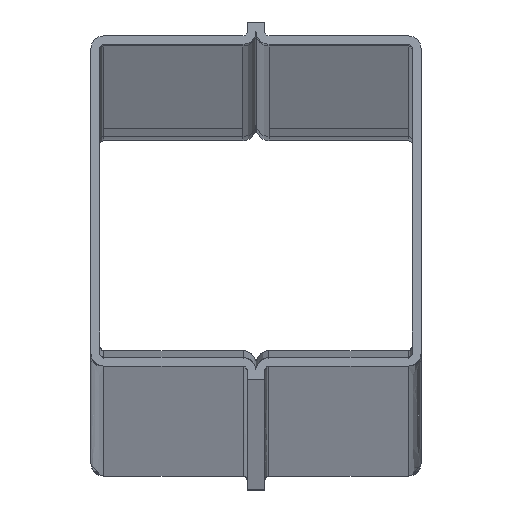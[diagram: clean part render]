
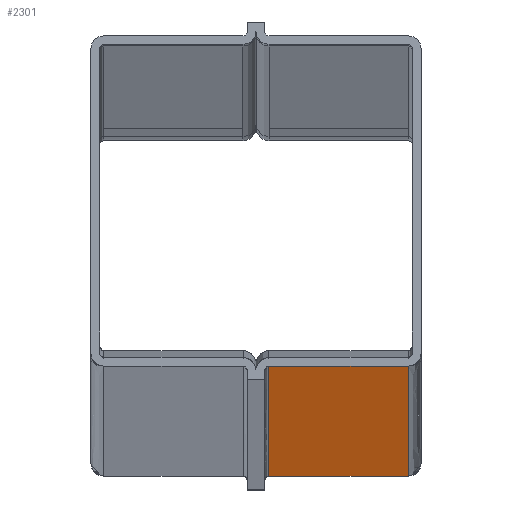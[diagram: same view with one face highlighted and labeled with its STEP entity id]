
A CAD part, left-side view. The second image highlights one B-rep face of the part: STEP entity #2301.
In plain terms, the highlighted planar face has unit normal (-0.023, 0, -1).
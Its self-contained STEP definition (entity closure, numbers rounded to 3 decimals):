
#96=PLANE('',#2508);
#216=LINE('',#3715,#425);
#222=LINE('',#3753,#431);
#223=LINE('',#3756,#432);
#224=LINE('',#3757,#433);
#425=VECTOR('',#2949,10.);
#431=VECTOR('',#2969,10.);
#432=VECTOR('',#2972,10.);
#433=VECTOR('',#2973,10.);
#606=FACE_OUTER_BOUND('',#742,.T.);
#742=EDGE_LOOP('',(#1792,#1793,#1794,#1795));
#1060=VERTEX_POINT('',#3710);
#1061=VERTEX_POINT('',#3714);
#1065=VERTEX_POINT('',#3751);
#1066=VERTEX_POINT('',#3755);
#1325=EDGE_CURVE('',#1061,#1060,#216,.T.);
#1336=EDGE_CURVE('',#1065,#1060,#222,.T.);
#1337=EDGE_CURVE('',#1066,#1065,#223,.T.);
#1338=EDGE_CURVE('',#1066,#1061,#224,.T.);
#1792=ORIENTED_EDGE('',*,*,#1337,.F.);
#1793=ORIENTED_EDGE('',*,*,#1338,.T.);
#1794=ORIENTED_EDGE('',*,*,#1325,.T.);
#1795=ORIENTED_EDGE('',*,*,#1336,.F.);
#2301=ADVANCED_FACE('',(#606),#96,.F.);
#2508=AXIS2_PLACEMENT_3D('',#3754,#2970,#2971);
#2949=DIRECTION('',(0.,-1.,0.));
#2969=DIRECTION('',(1.,0.,-0.023));
#2970=DIRECTION('center_axis',(0.023,0.,
1.));
#2971=DIRECTION('ref_axis',(0.,-1.,0.));
#2972=DIRECTION('',(0.,-1.,0.));
#2973=DIRECTION('',(1.,0.,-0.023));
#3710=CARTESIAN_POINT('',(1113.969,-35.076,-15.395));
#3714=CARTESIAN_POINT('',(1113.969,-2.976,-15.395));
#3715=CARTESIAN_POINT('',(1113.969,-2.976,-15.395));
#3751=CARTESIAN_POINT('',(0.,-35.076,10.));
#3753=CARTESIAN_POINT('',(0.,-35.076,10.));
#3754=CARTESIAN_POINT('Origin',(0.,-2.976,10.));
#3755=CARTESIAN_POINT('',(0.,-2.976,10.));
#3756=CARTESIAN_POINT('',(0.,-2.976,10.));
#3757=CARTESIAN_POINT('',(0.,-2.976,10.));
